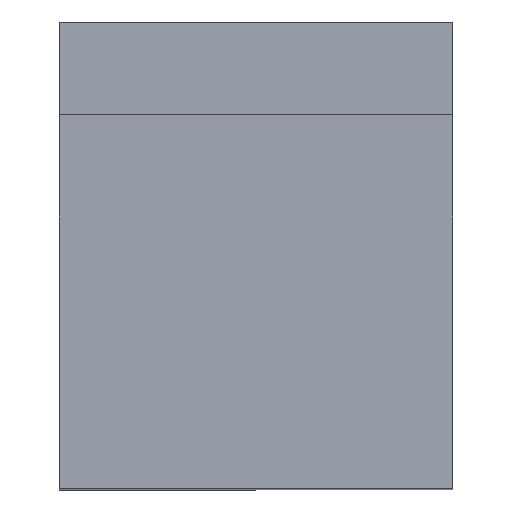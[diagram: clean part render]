
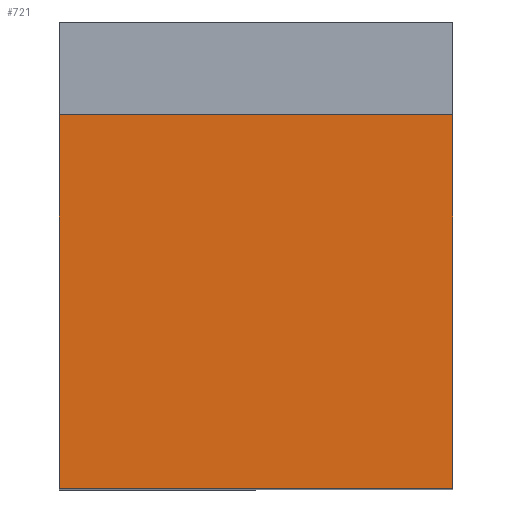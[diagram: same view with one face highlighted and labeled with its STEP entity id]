
A CAD part, top view. The second image highlights one B-rep face of the part: STEP entity #721.
In plain terms, the highlighted planar face has unit normal (0, 0, 1).
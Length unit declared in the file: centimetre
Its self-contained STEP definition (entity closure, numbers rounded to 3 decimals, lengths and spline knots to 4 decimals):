
#16 = VECTOR ( 'NONE', #210, 100. ) ;
#19 = VECTOR ( 'NONE', #296, 100. ) ;
#61 = ORIENTED_EDGE ( 'NONE', *, *, #516, .F. ) ;
#71 = VECTOR ( 'NONE', #712, 100. ) ;
#85 = DIRECTION ( 'NONE',  ( 0., 1., 0. ) ) ;
#103 = CARTESIAN_POINT ( 'NONE',  ( -5.3666, 2., 2.4 ) ) ;
#149 = ORIENTED_EDGE ( 'NONE', *, *, #582, .F. ) ;
#155 = CARTESIAN_POINT ( 'NONE',  ( 9.4, 2., 2.4 ) ) ;
#162 = EDGE_LOOP ( 'NONE', ( #149, #272, #227, #61 ) ) ;
#200 = CARTESIAN_POINT ( 'NONE',  ( 9.4, 2., 2.4 ) ) ;
#210 = DIRECTION ( 'NONE',  ( 0., -1., 0. ) ) ;
#219 = EDGE_CURVE ( 'NONE', #474, #570, #358, .T. ) ;
#227 = ORIENTED_EDGE ( 'NONE', *, *, #730, .F. ) ;
#272 = ORIENTED_EDGE ( 'NONE', *, *, #219, .T. ) ;
#296 = DIRECTION ( 'NONE',  ( 1., 0., 0. ) ) ;
#306 = AXIS2_PLACEMENT_3D ( 'NONE', #103, #430, #487 ) ;
#327 = LINE ( 'NONE', #155, #16 ) ;
#337 = CARTESIAN_POINT ( 'NONE',  ( 6.875, -0.4, 2.4 ) ) ;
#340 = LINE ( 'NONE', #410, #19 ) ;
#358 = LINE ( 'NONE', #649, #71 ) ;
#361 = LINE ( 'NONE', #642, #376 ) ;
#376 = VECTOR ( 'NONE', #85, 100. ) ;
#410 = CARTESIAN_POINT ( 'NONE',  ( -5.3666, 2., 2.4 ) ) ;
#430 = DIRECTION ( 'NONE',  ( 0., 0., 1. ) ) ;
#456 = CARTESIAN_POINT ( 'NONE',  ( 6.875, 2., 2.4 ) ) ;
#474 = VERTEX_POINT ( 'NONE', #337 ) ;
#487 = DIRECTION ( 'NONE',  ( 0., -1., 0. ) ) ;
#512 = VERTEX_POINT ( 'NONE', #456 ) ;
#516 = EDGE_CURVE ( 'NONE', #512, #702, #340, .T. ) ;
#554 = FACE_OUTER_BOUND ( 'NONE', #162, .T. ) ;
#570 = VERTEX_POINT ( 'NONE', #716 ) ;
#582 = EDGE_CURVE ( 'NONE', #474, #512, #361, .T. ) ;
#603 = PLANE ( 'NONE',  #306 ) ;
#642 = CARTESIAN_POINT ( 'NONE',  ( 6.875, 2., 2.4 ) ) ;
#649 = CARTESIAN_POINT ( 'NONE',  ( -5.3666, -0.4, 2.4 ) ) ;
#702 = VERTEX_POINT ( 'NONE', #200 ) ;
#712 = DIRECTION ( 'NONE',  ( 1., 0., 0. ) ) ;
#716 = CARTESIAN_POINT ( 'NONE',  ( 9.4, -0.4, 2.4 ) ) ;
#721 = ADVANCED_FACE ( 'NONE', ( #554 ), #603, .T. ) ;
#730 = EDGE_CURVE ( 'NONE', #702, #570, #327, .T. ) ;
